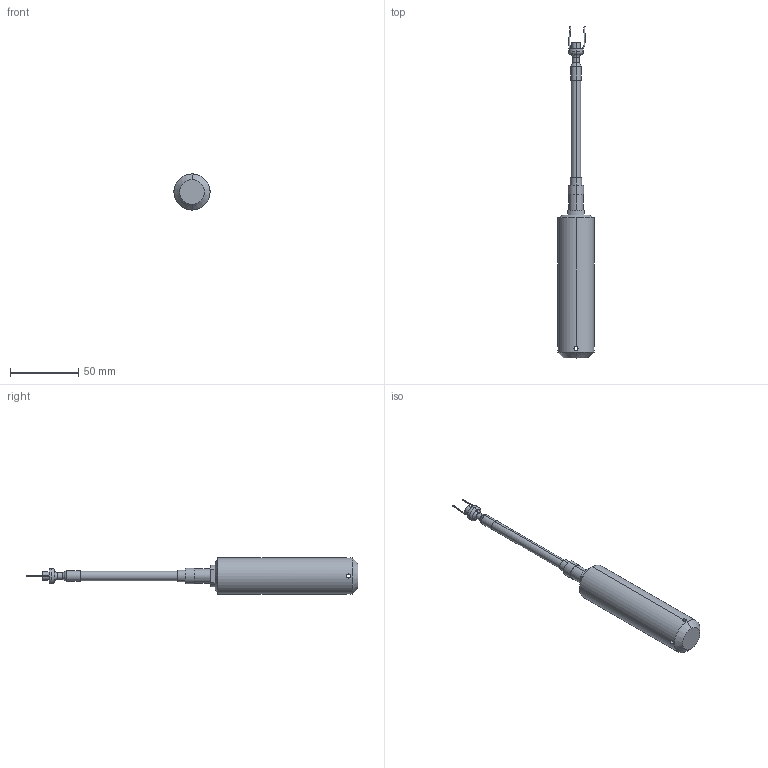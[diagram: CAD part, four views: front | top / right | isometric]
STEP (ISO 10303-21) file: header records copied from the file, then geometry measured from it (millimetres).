
FILE_DESCRIPTION (( 'STEP AP214' ), '1' );
FILE_NAME ('PPT-H-ST-X-4-20-5-3.STEP', '2024-12-27T11:13:11', ( '' ), ( '' ), 'SwSTEP 2.0', 'SolidWorks 2022', '' );
FILE_SCHEMA (( 'AUTOMOTIVE_DESIGN' ));
Length unit declared in the file: millimetre
Products named in the file (1): PPT-H-ST-X-4-20-5-3
Bounding box: 26.5 x 243.89 x 26.5 mm (x, y, z)
Volume: 63206.3 mm3; surface area: 13281.6 mm2
Topology: 1 solids, 1 shells, 60 faces, 135 edges, 82 vertices
Faces by surface type: cylinder 29, plane 13, torus 10, cone 4, bspline 4
Entity records: 2414 total; most frequent: CARTESIAN_POINT 1053, DIRECTION 287, ORIENTED_EDGE 270, EDGE_CURVE 135, AXIS2_PLACEMENT_3D 123, VERTEX_POINT 82, EDGE_LOOP 71, CIRCLE 66
